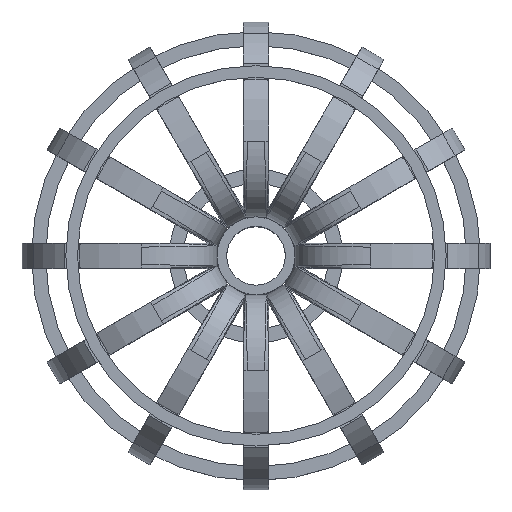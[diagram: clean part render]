
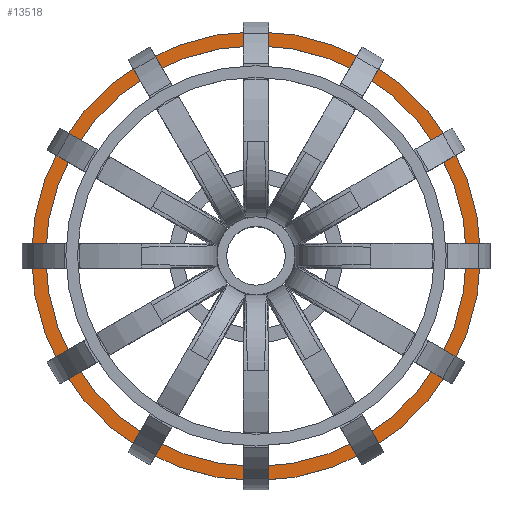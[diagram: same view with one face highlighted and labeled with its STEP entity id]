
A CAD part, top view. The second image highlights one B-rep face of the part: STEP entity #13518.
In plain terms, the highlighted planar face has unit normal (0, 0, 1).
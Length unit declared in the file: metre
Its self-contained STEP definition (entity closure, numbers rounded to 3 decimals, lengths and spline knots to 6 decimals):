
#13421 = CYLINDRICAL_SURFACE('',#13422,17.891672);
#13422 = AXIS2_PLACEMENT_3D('',#13423,#13424,#13425);
#13423 = CARTESIAN_POINT('',(0.,0.,-5.745529));
#13424 = DIRECTION('',(0.,0.,1.));
#13425 = DIRECTION('',(1.,0.,0.));
#13452 = CYLINDRICAL_SURFACE('',#13453,19.086583);
#13453 = AXIS2_PLACEMENT_3D('',#13454,#13455,#13456);
#13454 = CARTESIAN_POINT('',(0.,0.,-5.745529));
#13455 = DIRECTION('',(0.,0.,1.));
#13456 = DIRECTION('',(1.,0.,0.));
#13469 = VERTEX_POINT('',#13470);
#13470 = CARTESIAN_POINT('',(17.891672,0.,-5.148073));
#13491 = EDGE_CURVE('',#13469,#13469,#13492,.T.);
#13492 = SURFACE_CURVE('',#13493,(#13498,#13505),.PCURVE_S1.);
#13493 = CIRCLE('',#13494,17.891672);
#13494 = AXIS2_PLACEMENT_3D('',#13495,#13496,#13497);
#13495 = CARTESIAN_POINT('',(0.,0.,-5.148073));
#13496 = DIRECTION('',(0.,0.,1.));
#13497 = DIRECTION('',(1.,0.,0.));
#13498 = PCURVE('',#13421,#13499);
#13499 = DEFINITIONAL_REPRESENTATION('',(#13500),#13504);
#13500 = LINE('',#13501,#13502);
#13501 = CARTESIAN_POINT('',(0.,0.597));
#13502 = VECTOR('',#13503,1.);
#13503 = DIRECTION('',(1.,0.));
#13504 = ( GEOMETRIC_REPRESENTATION_CONTEXT(2) 
PARAMETRIC_REPRESENTATION_CONTEXT() REPRESENTATION_CONTEXT('2D SPACE',''
  ) );
#13505 = PCURVE('',#13506,#13511);
#13506 = PLANE('',#13507);
#13507 = AXIS2_PLACEMENT_3D('',#13508,#13509,#13510);
#13508 = CARTESIAN_POINT('',(0.,0.,-5.148073));
#13509 = DIRECTION('',(0.,0.,1.));
#13510 = DIRECTION('',(1.,0.,0.));
#13511 = DEFINITIONAL_REPRESENTATION('',(#13512),#13516);
#13512 = CIRCLE('',#13513,17.891672);
#13513 = AXIS2_PLACEMENT_2D('',#13514,#13515);
#13514 = CARTESIAN_POINT('',(0.,0.));
#13515 = DIRECTION('',(1.,0.));
#13516 = ( GEOMETRIC_REPRESENTATION_CONTEXT(2) 
PARAMETRIC_REPRESENTATION_CONTEXT() REPRESENTATION_CONTEXT('2D SPACE',''
  ) );
#13518 = ADVANCED_FACE('',(#13519,#13522),#13506,.T.);
#13519 = FACE_BOUND('',#13520,.F.);
#13520 = EDGE_LOOP('',(#13521));
#13521 = ORIENTED_EDGE('',*,*,#13491,.T.);
#13522 = FACE_BOUND('',#13523,.F.);
#13523 = EDGE_LOOP('',(#13524));
#13524 = ORIENTED_EDGE('',*,*,#13525,.F.);
#13525 = EDGE_CURVE('',#13526,#13526,#13528,.T.);
#13526 = VERTEX_POINT('',#13527);
#13527 = CARTESIAN_POINT('',(19.086583,0.,-5.148073));
#13528 = SURFACE_CURVE('',#13529,(#13534,#13541),.PCURVE_S1.);
#13529 = CIRCLE('',#13530,19.086583);
#13530 = AXIS2_PLACEMENT_3D('',#13531,#13532,#13533);
#13531 = CARTESIAN_POINT('',(0.,0.,-5.148073));
#13532 = DIRECTION('',(0.,0.,1.));
#13533 = DIRECTION('',(1.,0.,0.));
#13534 = PCURVE('',#13506,#13535);
#13535 = DEFINITIONAL_REPRESENTATION('',(#13536),#13540);
#13536 = CIRCLE('',#13537,19.086583);
#13537 = AXIS2_PLACEMENT_2D('',#13538,#13539);
#13538 = CARTESIAN_POINT('',(0.,0.));
#13539 = DIRECTION('',(1.,0.));
#13540 = ( GEOMETRIC_REPRESENTATION_CONTEXT(2) 
PARAMETRIC_REPRESENTATION_CONTEXT() REPRESENTATION_CONTEXT('2D SPACE',''
  ) );
#13541 = PCURVE('',#13452,#13542);
#13542 = DEFINITIONAL_REPRESENTATION('',(#13543),#13547);
#13543 = LINE('',#13544,#13545);
#13544 = CARTESIAN_POINT('',(0.,0.597));
#13545 = VECTOR('',#13546,1.);
#13546 = DIRECTION('',(1.,0.));
#13547 = ( GEOMETRIC_REPRESENTATION_CONTEXT(2) 
PARAMETRIC_REPRESENTATION_CONTEXT() REPRESENTATION_CONTEXT('2D SPACE',''
  ) );
